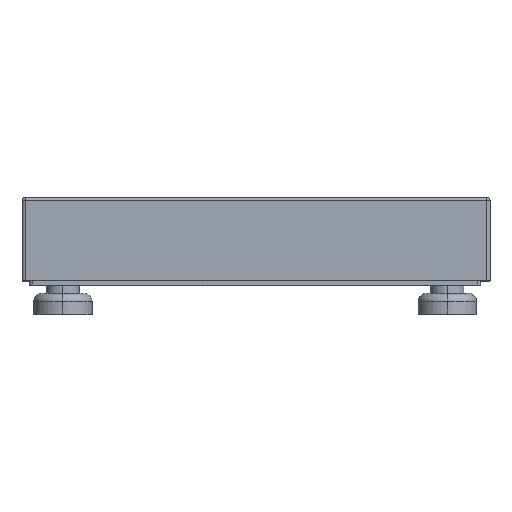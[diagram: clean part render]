
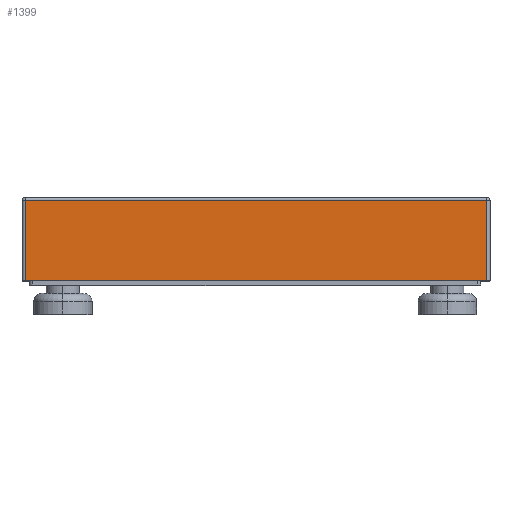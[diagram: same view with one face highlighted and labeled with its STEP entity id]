
A CAD part, top view. The second image highlights one B-rep face of the part: STEP entity #1399.
In plain terms, the highlighted planar face has unit normal (0, 0, 1).
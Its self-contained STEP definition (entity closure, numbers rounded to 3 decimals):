
#31 = VECTOR ( 'NONE', #3326, 1000. ) ;
#103 = CARTESIAN_POINT ( 'NONE',  ( 138., -50., 140. ) ) ;
#271 = CARTESIAN_POINT ( 'NONE',  ( -138., -2., 140. ) ) ;
#301 = EDGE_CURVE ( 'NONE', #1597, #4062, #4093, .T. ) ;
#342 = ORIENTED_EDGE ( 'NONE', *, *, #902, .T. ) ;
#368 = DIRECTION ( 'NONE',  ( 0., 1., 0. ) ) ;
#804 = LINE ( 'NONE', #2739, #31 ) ;
#898 = VERTEX_POINT ( 'NONE', #103 ) ;
#902 = EDGE_CURVE ( 'NONE', #2687, #898, #804, .T. ) ;
#903 = ORIENTED_EDGE ( 'NONE', *, *, #3357, .F. ) ;
#1113 = EDGE_CURVE ( 'NONE', #898, #1597, #4134, .T. ) ;
#1238 = CARTESIAN_POINT ( 'NONE',  ( 138., -50., 140. ) ) ;
#1285 = ORIENTED_EDGE ( 'NONE', *, *, #1113, .T. ) ;
#1399 = ADVANCED_FACE ( 'NONE', ( #3087 ), #4027, .T. ) ;
#1597 = VERTEX_POINT ( 'NONE', #1748 ) ;
#1729 = DIRECTION ( 'NONE',  ( 0., 0., 1. ) ) ;
#1748 = CARTESIAN_POINT ( 'NONE',  ( 138., -2., 140. ) ) ;
#1992 = VECTOR ( 'NONE', #2797, 1000. ) ;
#2250 = DIRECTION ( 'NONE',  ( -1., 0., 0. ) ) ;
#2267 = CARTESIAN_POINT ( 'NONE',  ( -138., -50., 140. ) ) ;
#2392 = ORIENTED_EDGE ( 'NONE', *, *, #301, .T. ) ;
#2480 = CARTESIAN_POINT ( 'NONE',  ( -138., -50., 140. ) ) ;
#2687 = VERTEX_POINT ( 'NONE', #4123 ) ;
#2703 = DIRECTION ( 'NONE',  ( 1., 0., 0. ) ) ;
#2739 = CARTESIAN_POINT ( 'NONE',  ( -138., -50., 140. ) ) ;
#2797 = DIRECTION ( 'NONE',  ( 0., 1., 0. ) ) ;
#3087 = FACE_OUTER_BOUND ( 'NONE', #3986, .T. ) ;
#3326 = DIRECTION ( 'NONE',  ( 1., 0., 0. ) ) ;
#3357 = EDGE_CURVE ( 'NONE', #2687, #4062, #3931, .T. ) ;
#3586 = VECTOR ( 'NONE', #2250, 1000. ) ;
#3931 = LINE ( 'NONE', #2267, #3979 ) ;
#3979 = VECTOR ( 'NONE', #368, 1000. ) ;
#3986 = EDGE_LOOP ( 'NONE', ( #1285, #2392, #903, #342 ) ) ;
#4015 = CARTESIAN_POINT ( 'NONE',  ( -138., -2., 140. ) ) ;
#4027 = PLANE ( 'NONE',  #4139 ) ;
#4062 = VERTEX_POINT ( 'NONE', #4015 ) ;
#4093 = LINE ( 'NONE', #271, #3586 ) ;
#4123 = CARTESIAN_POINT ( 'NONE',  ( -138., -50., 140. ) ) ;
#4134 = LINE ( 'NONE', #1238, #1992 ) ;
#4139 = AXIS2_PLACEMENT_3D ( 'NONE', #2480, #1729, #2703 ) ;
